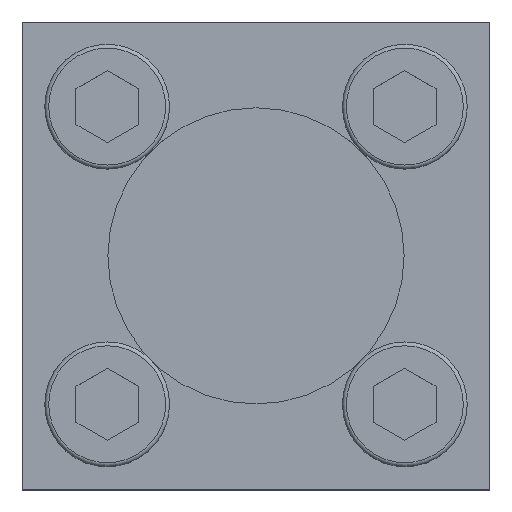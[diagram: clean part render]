
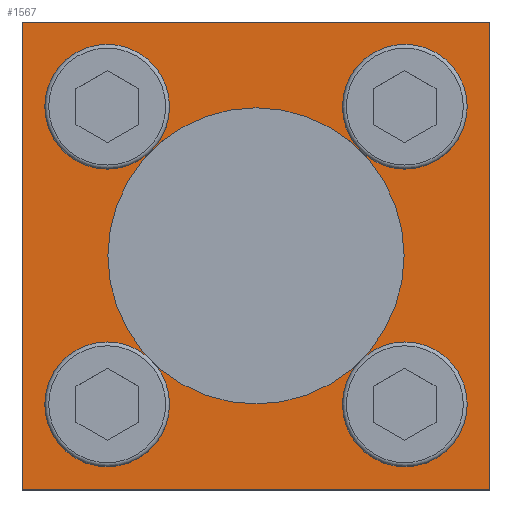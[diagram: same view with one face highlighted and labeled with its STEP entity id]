
A CAD part, top view. The second image highlights one B-rep face of the part: STEP entity #1567.
In plain terms, the highlighted planar face has unit normal (0, 0, 1).
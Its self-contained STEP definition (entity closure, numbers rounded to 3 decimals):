
#33=LINE('',#2322,#189);
#37=LINE('',#2331,#193);
#40=LINE('',#2337,#196);
#43=LINE('',#2343,#199);
#189=VECTOR('',#1868,1000.);
#193=VECTOR('',#1874,1000.);
#196=VECTOR('',#1879,1000.);
#199=VECTOR('',#1884,1000.);
#350=PLANE('',#1699);
#478=ORIENTED_EDGE('',*,*,#833,.F.);
#479=ORIENTED_EDGE('',*,*,#825,.F.);
#480=ORIENTED_EDGE('',*,*,#827,.F.);
#481=ORIENTED_EDGE('',*,*,#823,.F.);
#482=ORIENTED_EDGE('',*,*,#829,.F.);
#483=ORIENTED_EDGE('',*,*,#835,.T.);
#484=ORIENTED_EDGE('',*,*,#839,.T.);
#485=ORIENTED_EDGE('',*,*,#842,.T.);
#486=ORIENTED_EDGE('',*,*,#845,.T.);
#823=EDGE_CURVE('',#1024,#1024,#1173,.T.);
#825=EDGE_CURVE('',#1026,#1026,#1175,.T.);
#827=EDGE_CURVE('',#1028,#1028,#1177,.T.);
#829=EDGE_CURVE('',#1030,#1030,#1179,.T.);
#833=EDGE_CURVE('',#1034,#1034,#1183,.T.);
#835=EDGE_CURVE('',#1036,#1037,#33,.T.);
#839=EDGE_CURVE('',#1037,#1040,#37,.T.);
#842=EDGE_CURVE('',#1040,#1042,#40,.T.);
#845=EDGE_CURVE('',#1042,#1036,#43,.T.);
#1024=VERTEX_POINT('',#2293);
#1026=VERTEX_POINT('',#2298);
#1028=VERTEX_POINT('',#2303);
#1030=VERTEX_POINT('',#2308);
#1034=VERTEX_POINT('',#2318);
#1036=VERTEX_POINT('',#2323);
#1037=VERTEX_POINT('',#2324);
#1040=VERTEX_POINT('',#2332);
#1042=VERTEX_POINT('',#2338);
#1173=CIRCLE('',#1677,5.);
#1175=CIRCLE('',#1680,5.);
#1177=CIRCLE('',#1683,5.);
#1179=CIRCLE('',#1686,5.);
#1183=CIRCLE('',#1692,19.);
#1240=EDGE_LOOP('',(#478));
#1241=EDGE_LOOP('',(#479));
#1242=EDGE_LOOP('',(#480));
#1243=EDGE_LOOP('',(#481));
#1244=EDGE_LOOP('',(#482));
#1245=EDGE_LOOP('',(#483,#484,#485,#486));
#1400=FACE_BOUND('',#1240,.T.);
#1401=FACE_BOUND('',#1241,.T.);
#1402=FACE_BOUND('',#1242,.T.);
#1403=FACE_BOUND('',#1243,.T.);
#1404=FACE_BOUND('',#1244,.T.);
#1405=FACE_BOUND('',#1245,.T.);
#1567=ADVANCED_FACE('',(#1400,#1401,#1402,#1403,#1404,#1405),#350,.T.);
#1677=AXIS2_PLACEMENT_3D('',#2292,#1832,#1833);
#1680=AXIS2_PLACEMENT_3D('',#2297,#1838,#1839);
#1683=AXIS2_PLACEMENT_3D('',#2302,#1844,#1845);
#1686=AXIS2_PLACEMENT_3D('',#2307,#1850,#1851);
#1692=AXIS2_PLACEMENT_3D('',#2317,#1862,#1863);
#1699=AXIS2_PLACEMENT_3D('',#2394,#1912,#1913);
#1832=DIRECTION('',(0.,0.,1.));
#1833=DIRECTION('',(1.,0.,0.));
#1838=DIRECTION('',(0.,0.,1.));
#1839=DIRECTION('',(1.,0.,0.));
#1844=DIRECTION('',(0.,0.,1.));
#1845=DIRECTION('',(1.,0.,0.));
#1850=DIRECTION('',(0.,0.,1.));
#1851=DIRECTION('',(1.,0.,0.));
#1862=DIRECTION('',(0.,0.,1.));
#1863=DIRECTION('',(1.,0.,0.));
#1868=DIRECTION('',(0.,-1.,0.));
#1874=DIRECTION('',(1.,0.,0.));
#1879=DIRECTION('',(0.,1.,0.));
#1884=DIRECTION('',(-1.,0.,0.));
#1912=DIRECTION('',(0.,0.,1.));
#1913=DIRECTION('',(1.,0.,0.));
#2292=CARTESIAN_POINT('',(19.092,-19.092,2.));
#2293=CARTESIAN_POINT('',(24.092,-19.092,2.));
#2297=CARTESIAN_POINT('',(-19.092,-19.092,2.));
#2298=CARTESIAN_POINT('',(-14.092,-19.092,2.));
#2302=CARTESIAN_POINT('',(-19.092,19.092,2.));
#2303=CARTESIAN_POINT('',(-14.092,19.092,2.));
#2307=CARTESIAN_POINT('',(19.092,19.092,2.));
#2308=CARTESIAN_POINT('',(24.092,19.092,2.));
#2317=CARTESIAN_POINT('',(0.,0.,2.));
#2318=CARTESIAN_POINT('',(19.,0.,2.));
#2322=CARTESIAN_POINT('',(-30.,30.,2.));
#2323=CARTESIAN_POINT('',(-30.,30.,2.));
#2324=CARTESIAN_POINT('',(-30.,-30.,2.));
#2331=CARTESIAN_POINT('',(-30.,-30.,2.));
#2332=CARTESIAN_POINT('',(30.,-30.,2.));
#2337=CARTESIAN_POINT('',(30.,-30.,2.));
#2338=CARTESIAN_POINT('',(30.,30.,2.));
#2343=CARTESIAN_POINT('',(30.,30.,2.));
#2394=CARTESIAN_POINT('',(0.,0.,2.));
